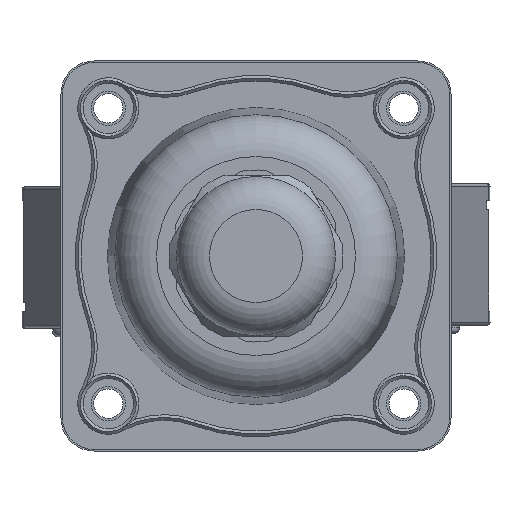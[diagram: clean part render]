
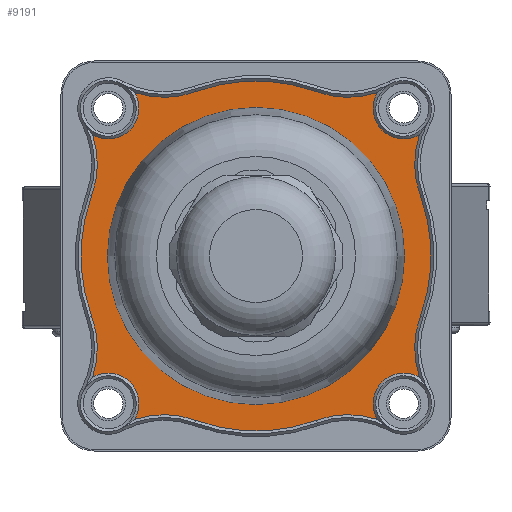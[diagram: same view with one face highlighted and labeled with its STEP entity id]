
A CAD part, front view. The second image highlights one B-rep face of the part: STEP entity #9191.
In plain terms, the highlighted planar face has unit normal (0, -1, 0).
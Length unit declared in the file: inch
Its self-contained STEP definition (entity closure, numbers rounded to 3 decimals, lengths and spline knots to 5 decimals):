
#263=FACE_BOUND('',#1626,.T.);
#1029=FACE_OUTER_BOUND('',#1625,.T.);
#1625=EDGE_LOOP('',(#8219,#8220,#8221,#8222,#8223,#8224,#8225,#8226,#8227,
#8228,#8229,#8230,#8231,#8232,#8233,#8234));
#1626=EDGE_LOOP('',(#8235));
#2229=CIRCLE('',#10265,0.21654);
#2230=CIRCLE('',#10267,0.64961);
#2232=CIRCLE('',#10270,1.23678);
#2235=CIRCLE('',#10274,0.64961);
#2236=CIRCLE('',#10276,0.21654);
#2238=CIRCLE('',#10279,0.64961);
#2246=CIRCLE('',#10298,0.64961);
#2254=CIRCLE('',#10311,1.23678);
#2257=CIRCLE('',#10317,1.04977);
#2267=CIRCLE('',#10330,1.23678);
#2268=CIRCLE('',#10332,0.64961);
#2269=CIRCLE('',#10333,0.21654);
#2270=CIRCLE('',#10334,0.64961);
#2271=CIRCLE('',#10335,1.23678);
#2272=CIRCLE('',#10336,0.64961);
#2273=CIRCLE('',#10337,0.21654);
#2274=CIRCLE('',#10338,0.64961);
#4322=VERTEX_POINT('',#17500);
#4323=VERTEX_POINT('',#17507);
#4324=VERTEX_POINT('',#17516);
#4326=VERTEX_POINT('',#17522);
#4328=VERTEX_POINT('',#17529);
#4329=VERTEX_POINT('',#17538);
#4331=VERTEX_POINT('',#17549);
#4342=VERTEX_POINT('',#17593);
#4350=VERTEX_POINT('',#17619);
#4353=VERTEX_POINT('',#17631);
#4363=VERTEX_POINT('',#17658);
#4364=VERTEX_POINT('',#17662);
#4365=VERTEX_POINT('',#17664);
#4366=VERTEX_POINT('',#17666);
#4367=VERTEX_POINT('',#17668);
#4368=VERTEX_POINT('',#17670);
#4369=VERTEX_POINT('',#17672);
#5598=EDGE_CURVE('',#4323,#4322,#2229,.T.);
#5600=EDGE_CURVE('',#4324,#4323,#2230,.T.);
#5603=EDGE_CURVE('',#4326,#4324,#2232,.T.);
#5607=EDGE_CURVE('',#4328,#4326,#2235,.T.);
#5609=EDGE_CURVE('',#4329,#4328,#2236,.T.);
#5612=EDGE_CURVE('',#4331,#4329,#2238,.T.);
#5634=EDGE_CURVE('',#4322,#4342,#2246,.T.);
#5648=EDGE_CURVE('',#4342,#4350,#2254,.T.);
#5653=EDGE_CURVE('',#4353,#4353,#2257,.T.);
#5667=EDGE_CURVE('',#4363,#4331,#2267,.T.);
#5669=EDGE_CURVE('',#4350,#4364,#2268,.T.);
#5670=EDGE_CURVE('',#4364,#4365,#2269,.T.);
#5671=EDGE_CURVE('',#4365,#4366,#2270,.T.);
#5672=EDGE_CURVE('',#4366,#4367,#2271,.T.);
#5673=EDGE_CURVE('',#4367,#4368,#2272,.T.);
#5674=EDGE_CURVE('',#4368,#4369,#2273,.T.);
#5675=EDGE_CURVE('',#4369,#4363,#2274,.T.);
#8219=ORIENTED_EDGE('',*,*,#5648,.T.);
#8220=ORIENTED_EDGE('',*,*,#5669,.T.);
#8221=ORIENTED_EDGE('',*,*,#5670,.T.);
#8222=ORIENTED_EDGE('',*,*,#5671,.T.);
#8223=ORIENTED_EDGE('',*,*,#5672,.T.);
#8224=ORIENTED_EDGE('',*,*,#5673,.T.);
#8225=ORIENTED_EDGE('',*,*,#5674,.T.);
#8226=ORIENTED_EDGE('',*,*,#5675,.T.);
#8227=ORIENTED_EDGE('',*,*,#5667,.T.);
#8228=ORIENTED_EDGE('',*,*,#5612,.T.);
#8229=ORIENTED_EDGE('',*,*,#5609,.T.);
#8230=ORIENTED_EDGE('',*,*,#5607,.T.);
#8231=ORIENTED_EDGE('',*,*,#5603,.T.);
#8232=ORIENTED_EDGE('',*,*,#5600,.T.);
#8233=ORIENTED_EDGE('',*,*,#5598,.T.);
#8234=ORIENTED_EDGE('',*,*,#5634,.T.);
#8235=ORIENTED_EDGE('',*,*,#5653,.T.);
#8675=PLANE('',#10331);
#9191=ADVANCED_FACE('',(#1029,#263),#8675,.T.);
#10265=AXIS2_PLACEMENT_3D('',#17508,#12991,#12992);
#10267=AXIS2_PLACEMENT_3D('',#17517,#12995,#12996);
#10270=AXIS2_PLACEMENT_3D('',#17523,#13002,#13003);
#10274=AXIS2_PLACEMENT_3D('',#17530,#13011,#13012);
#10276=AXIS2_PLACEMENT_3D('',#17539,#13015,#13016);
#10279=AXIS2_PLACEMENT_3D('',#17550,#13021,#13022);
#10298=AXIS2_PLACEMENT_3D('',#17594,#13073,#13074);
#10311=AXIS2_PLACEMENT_3D('',#17621,#13105,#13106);
#10317=AXIS2_PLACEMENT_3D('',#17632,#13119,#13120);
#10330=AXIS2_PLACEMENT_3D('',#17659,#13149,#13150);
#10331=AXIS2_PLACEMENT_3D('',#17661,#13152,#13153);
#10332=AXIS2_PLACEMENT_3D('',#17663,#13154,#13155);
#10333=AXIS2_PLACEMENT_3D('',#17665,#13156,#13157);
#10334=AXIS2_PLACEMENT_3D('',#17667,#13158,#13159);
#10335=AXIS2_PLACEMENT_3D('',#17669,#13160,#13161);
#10336=AXIS2_PLACEMENT_3D('',#17671,#13162,#13163);
#10337=AXIS2_PLACEMENT_3D('',#17673,#13164,#13165);
#10338=AXIS2_PLACEMENT_3D('',#17674,#13166,#13167);
#12991=DIRECTION('center_axis',(0.,1.,0.));
#12992=DIRECTION('ref_axis',(-0.856,0.,-0.517));
#12995=DIRECTION('center_axis',(0.,1.,0.));
#12996=DIRECTION('ref_axis',(-0.345,0.,0.939));
#13002=DIRECTION('center_axis',(0.,-1.,0.));
#13003=DIRECTION('ref_axis',(-0.345,0.,-0.939));
#13011=DIRECTION('center_axis',(0.,1.,0.));
#13012=DIRECTION('ref_axis',(-0.319,0.,0.948));
#13015=DIRECTION('center_axis',(0.,1.,0.));
#13016=DIRECTION('ref_axis',(-0.517,0.,0.856));
#13021=DIRECTION('center_axis',(0.,1.,0.));
#13022=DIRECTION('ref_axis',(0.939,0.,0.345));
#13073=DIRECTION('center_axis',(0.,1.,0.));
#13074=DIRECTION('ref_axis',(-0.948,0.,-0.319));
#13105=DIRECTION('center_axis',(0.,-1.,0.));
#13106=DIRECTION('ref_axis',(0.939,0.,-0.345));
#13119=DIRECTION('center_axis',(0.,1.,0.));
#13120=DIRECTION('ref_axis',(1.,0.,0.));
#13149=DIRECTION('center_axis',(0.,-1.,0.));
#13150=DIRECTION('ref_axis',(-0.939,0.,0.345));
#13152=DIRECTION('center_axis',(0.,-1.,0.));
#13153=DIRECTION('ref_axis',(-1.,0.,0.));
#13154=DIRECTION('center_axis',(0.,1.,0.));
#13155=DIRECTION('ref_axis',(-0.939,0.,-0.345));
#13156=DIRECTION('center_axis',(0.,1.,0.));
#13157=DIRECTION('ref_axis',(0.517,0.,-0.856));
#13158=DIRECTION('center_axis',(0.,1.,0.));
#13159=DIRECTION('ref_axis',(0.319,0.,-0.948));
#13160=DIRECTION('center_axis',(0.,-1.,0.));
#13161=DIRECTION('ref_axis',(0.345,0.,0.939));
#13162=DIRECTION('center_axis',(0.,1.,0.));
#13163=DIRECTION('ref_axis',(0.345,0.,-0.939));
#13164=DIRECTION('center_axis',(0.,1.,0.));
#13165=DIRECTION('ref_axis',(0.856,0.,0.517));
#13166=DIRECTION('center_axis',(0.,1.,0.));
#13167=DIRECTION('ref_axis',(0.948,0.,0.319));
#17500=CARTESIAN_POINT('',(1.15517,-0.07874,-0.8579));
#17507=CARTESIAN_POINT('',(0.8579,-0.07874,-1.15517));
#17508=CARTESIAN_POINT('Origin',(1.04331,-0.07874,-1.04331));
#17516=CARTESIAN_POINT('',(0.4264,-0.07874,-1.16095));
#17517=CARTESIAN_POINT('Origin',(0.65036,-0.07874,
-1.77073));
#17522=CARTESIAN_POINT('',(-0.4264,-0.07874,-1.16095));
#17523=CARTESIAN_POINT('Origin',(0.,-0.07874,
0.));
#17529=CARTESIAN_POINT('',(-0.8579,-0.07874,-1.15517));
#17530=CARTESIAN_POINT('Origin',(-0.65036,-0.07874,
-1.77073));
#17538=CARTESIAN_POINT('',(-1.15517,-0.07874,-0.8579));
#17539=CARTESIAN_POINT('Origin',(-1.04331,-0.07874,
-1.04331));
#17549=CARTESIAN_POINT('',(-1.16095,-0.07874,-0.4264));
#17550=CARTESIAN_POINT('Origin',(-1.77073,-0.07874,
-0.65036));
#17593=CARTESIAN_POINT('',(1.16095,-0.07874,-0.4264));
#17594=CARTESIAN_POINT('Origin',(1.77073,-0.07874,-0.65036));
#17619=CARTESIAN_POINT('',(1.16095,-0.07874,0.4264));
#17621=CARTESIAN_POINT('Origin',(0.,-0.07874,
0.));
#17631=CARTESIAN_POINT('',(1.04977,-0.07874,0.));
#17632=CARTESIAN_POINT('Origin',(0.,-0.07874,
0.));
#17658=CARTESIAN_POINT('',(-1.16095,-0.07874,0.4264));
#17659=CARTESIAN_POINT('Origin',(0.,-0.07874,
0.));
#17661=CARTESIAN_POINT('Origin',(1.14173,-0.07874,-1.14173));
#17662=CARTESIAN_POINT('',(1.15517,-0.07874,0.8579));
#17663=CARTESIAN_POINT('Origin',(1.77073,-0.07874,0.65036));
#17664=CARTESIAN_POINT('',(0.8579,-0.07874,1.15517));
#17665=CARTESIAN_POINT('Origin',(1.04331,-0.07874,1.04331));
#17666=CARTESIAN_POINT('',(0.4264,-0.07874,1.16095));
#17667=CARTESIAN_POINT('Origin',(0.65036,-0.07874,
1.77073));
#17668=CARTESIAN_POINT('',(-0.4264,-0.07874,1.16095));
#17669=CARTESIAN_POINT('Origin',(0.,-0.07874,
0.));
#17670=CARTESIAN_POINT('',(-0.8579,-0.07874,1.15517));
#17671=CARTESIAN_POINT('Origin',(-0.65036,-0.07874,
1.77073));
#17672=CARTESIAN_POINT('',(-1.15517,-0.07874,0.8579));
#17673=CARTESIAN_POINT('Origin',(-1.04331,-0.07874,
1.04331));
#17674=CARTESIAN_POINT('Origin',(-1.77073,-0.07874,
0.65036));
